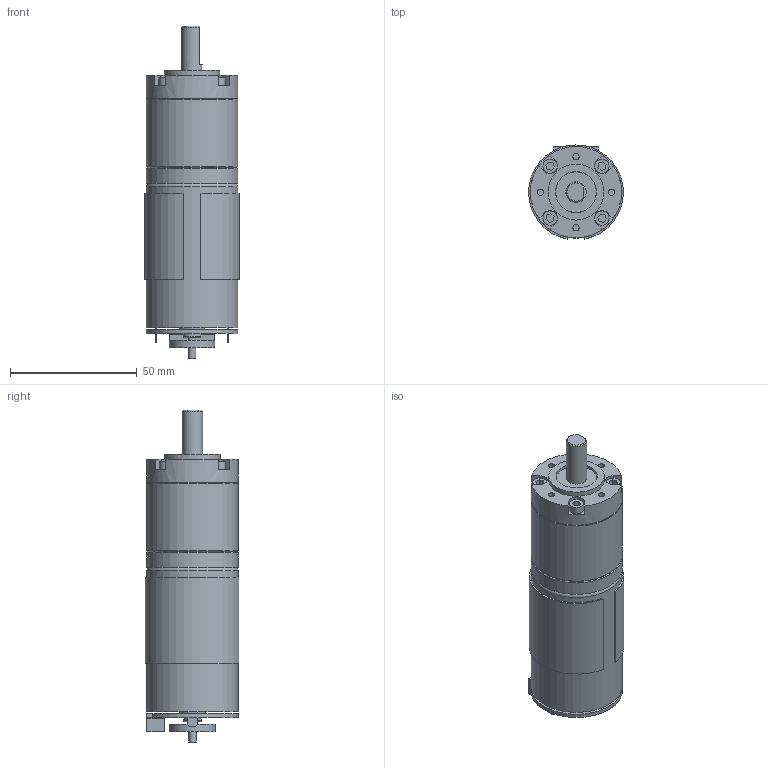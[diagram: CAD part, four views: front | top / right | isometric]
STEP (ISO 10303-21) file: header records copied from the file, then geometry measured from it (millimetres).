
FILE_DESCRIPTION(/* description */ (''),/* implementation_level */ '2;1');
FILE_NAME(/* name */ 'motor-ch-36gp-555.stp',/* time_stamp */ '2023-03-31T15:39:39+03:00',/* author */ ('Kostic'),/* organization */ (''),/* preprocessor_version */ 'ST-DEVELOPER v18.1',/* originating_system */ 'Autodesk Inventor 2022',/* authorisation */ '');
FILE_SCHEMA (('AUTOMOTIVE_DESIGN { 1 0 10303 214 3 1 1 }'));
Length unit declared in the file: millimetre
Products named in the file (1): motor-ch-36gp-555
Bounding box: 37.4 x 37.07 x 131 mm (x, y, z)
Volume: 107268 mm3; surface area: 26703 mm2
Topology: 5 solids, 5 shells, 149 faces, 332 edges, 220 vertices
Faces by surface type: plane 108, cylinder 32, torus 6, cone 3
Full cylindrical faces by diameter (mm): 2.459 x4, 3 x1, 3.2 x2, 5.6 x4, 7 x1, 8 x1, 8.2 x1, 10 x1, 11 x1, 15 x1, 16 x1, 16.2 x1, 18 x1, 22 x1, 36 x4
Entity records: 4381 total; most frequent: DIRECTION 723, CARTESIAN_POINT 706, ORIENTED_EDGE 664, EDGE_CURVE 332, AXIS2_PLACEMENT_3D 243, LINE 237, VECTOR 237, VERTEX_POINT 220
